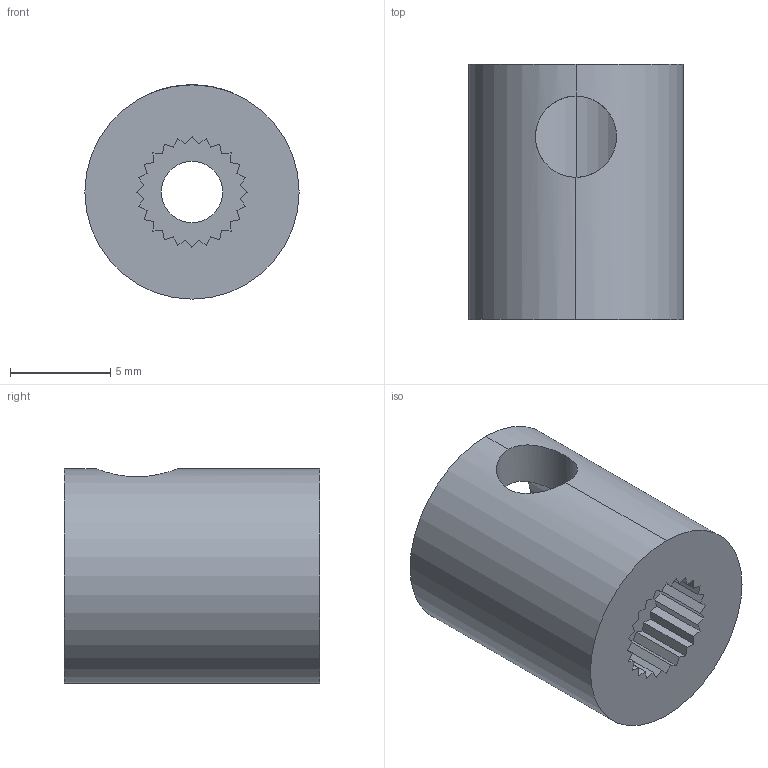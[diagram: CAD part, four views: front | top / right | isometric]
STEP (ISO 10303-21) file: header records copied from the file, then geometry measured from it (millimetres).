
FILE_DESCRIPTION (( 'STEP AP203' ), '1' );
FILE_NAME ('525134.STEP', '2014-07-10T16:21:30', ( 'Kyle' ), ( 'Microsoft' ), 'SwSTEP 2.0', 'SolidWorks 2014', '' );
FILE_SCHEMA (( 'CONFIG_CONTROL_DESIGN' ));
Length unit declared in the file: inch
Products named in the file (1): 525134
Bounding box: 10.67 x 12.7 x 10.67 mm (x, y, z)
Volume: 762.1 mm3; surface area: 843.6 mm2
Topology: 1 solids, 1 shells, 60 faces, 174 edges, 116 vertices
Faces by surface type: plane 52, cylinder 8
Entity records: 2145 total; most frequent: CARTESIAN_POINT 475, ORIENTED_EDGE 348, DIRECTION 300, EDGE_CURVE 174, VECTOR 154, LINE 154, VERTEX_POINT 116, AXIS2_PLACEMENT_3D 73
